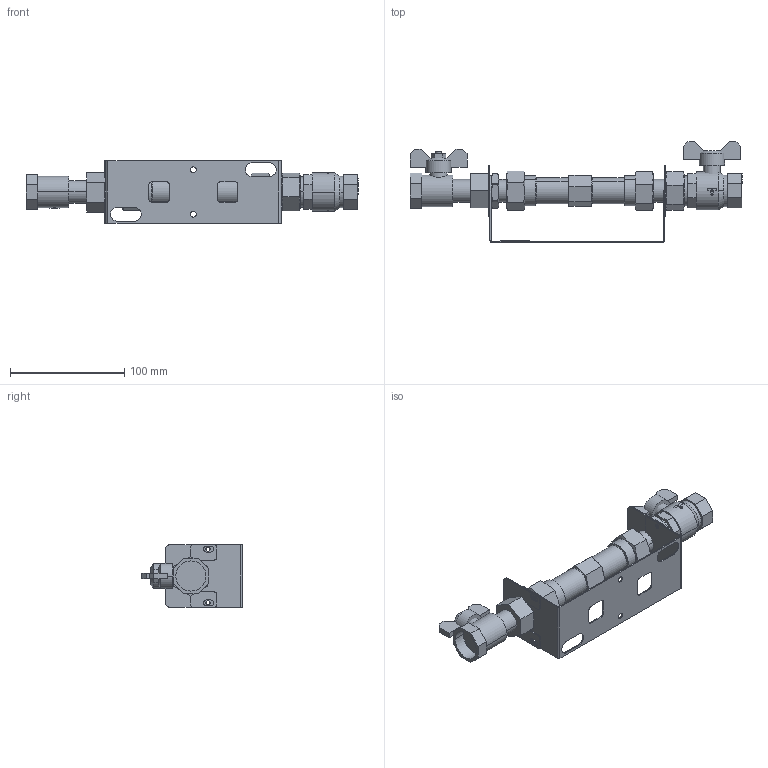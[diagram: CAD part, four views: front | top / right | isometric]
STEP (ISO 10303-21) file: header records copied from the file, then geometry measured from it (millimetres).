
FILE_DESCRIPTION (( 'STEP AP214' ), '1' );
FILE_NAME ('SER-EER Metering Unit_Set1(267B0000).STEP', '2022-07-29T13:53:39', ( '' ), ( '' ), 'SwSTEP 2.0', 'SolidWorks 2021', '' );
FILE_SCHEMA (( 'AUTOMOTIVE_DESIGN' ));
Length unit declared in the file: millimetre
Products named in the file (18): 20210916_01_01_DHW_Varsay考an; Ball_Valve_3-4''''_Red_Tiemme_2263CK_Varsay考an; Part14^20210916_01_01_DHW_Varsay考an; Etiket_Varsay考an; SER-EER Metering Unit_Set1(267B0000); DAF-43_(00); DAF-55_(01); DAF-20-01_Varsay考an; Ball_Valve_3-4''''_Red_Tiemme_2371_SKU2360006_Mavi; DAF-57-1_Varsay考an; Bracket_SER_DHW_A_Varsay考an; DAF-55-1_(01); Conta_3\4"; DAF-20-01A_1; Bracket_SER_DHW_B_Varsay考an; DAF-41_1; Bracket_SER_DHW_C_Varsay考an; Bracket_SER_DHW_TabanSac_Montaj_Varsay考an
Assembly tree (23 placements, depth 4):
  Part14^20210916_01_01_DHW_Varsay考an
  SER-EER Metering Unit_Set1(267B0000)
    20210916_01_01_DHW_Varsay考an
      Ball_Valve_3-4''''_Red_Tiemme_2263CK_Varsay考an
      Conta_3\4"  x4
      DAF-20-01_Varsay考an
        DAF-20-01A_1
        DAF-41_1
        DAF-43_(00)
      DAF-57-1_Varsay考an
      Ball_Valve_3-4''''_Red_Tiemme_2371_SKU2360006_Mavi
      Bracket_SER_DHW_TabanSac_Montaj_Varsay考an
        Bracket_SER_DHW_A_Varsay考an
        Bracket_SER_DHW_B_Varsay考an
        Bracket_SER_DHW_C_Varsay考an
      DAF-55-1_(01)
        DAF-55_(01)
        DAF-41_1  x2
        DAF-43_(00)  x2
      Etiket_Varsay考an
Bounding box: 290.6 x 88 x 55 mm (x, y, z)
Volume: 156809.3 mm3; surface area: 105894.4 mm2
Topology: 41 solids, 41 shells, 563 faces, 1300 edges, 830 vertices
Faces by surface type: plane 291, cylinder 184, cone 58, torus 30
Entity records: 16242 total; most frequent: CARTESIAN_POINT 2751, DIRECTION 2504, ORIENTED_EDGE 2264, EDGE_CURVE 1132, AXIS2_PLACEMENT_3D 903, VERTEX_POINT 722, VECTOR 698, LINE 698
